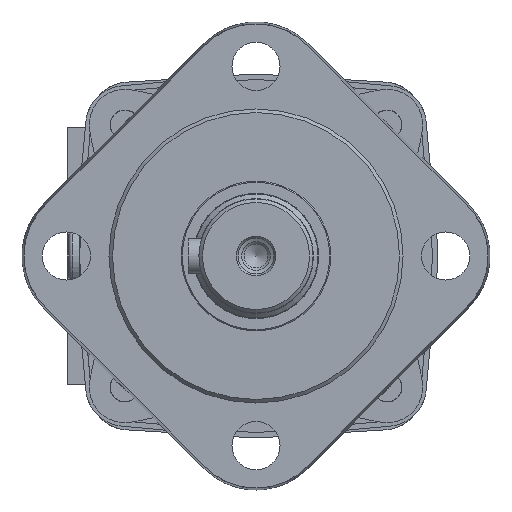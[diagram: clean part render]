
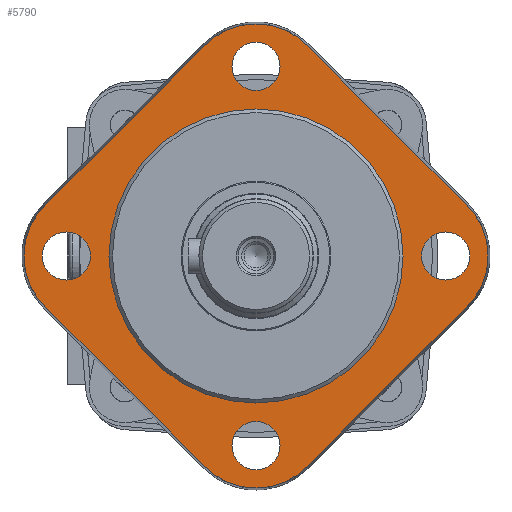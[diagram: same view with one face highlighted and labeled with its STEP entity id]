
A CAD part, left-side view. The second image highlights one B-rep face of the part: STEP entity #5790.
In plain terms, the highlighted planar face has unit normal (-1, 0, 0).
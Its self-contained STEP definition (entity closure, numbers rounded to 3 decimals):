
#303=PLANE('',#6616);
#385=FACE_BOUND('',#1084,.T.);
#386=FACE_BOUND('',#1085,.T.);
#387=FACE_BOUND('',#1086,.T.);
#388=FACE_BOUND('',#1087,.T.);
#389=FACE_BOUND('',#1088,.T.);
#705=FACE_OUTER_BOUND('',#1083,.T.);
#1083=EDGE_LOOP('',(#5039,#5040,#5041,#5042,#5043,#5044,#5045,#5046));
#1084=EDGE_LOOP('',(#5047));
#1085=EDGE_LOOP('',(#5048));
#1086=EDGE_LOOP('',(#5049));
#1087=EDGE_LOOP('',(#5050));
#1088=EDGE_LOOP('',(#5051));
#1510=LINE('',#10517,#1921);
#1511=LINE('',#10521,#1922);
#1512=LINE('',#10525,#1923);
#1513=LINE('',#10529,#1924);
#1921=VECTOR('',#8203,1000.);
#1922=VECTOR('',#8206,1000.);
#1923=VECTOR('',#8209,1000.);
#1924=VECTOR('',#8212,1000.);
#2257=CIRCLE('',#6617,20.11);
#2258=CIRCLE('',#6618,20.11);
#2259=CIRCLE('',#6619,20.11);
#2260=CIRCLE('',#6620,20.11);
#2261=CIRCLE('',#6621,6.75);
#2262=CIRCLE('',#6622,41.25);
#2263=CIRCLE('',#6623,6.75);
#2264=CIRCLE('',#6624,6.75);
#2265=CIRCLE('',#6625,6.75);
#2790=VERTEX_POINT('',#10515);
#2791=VERTEX_POINT('',#10516);
#2792=VERTEX_POINT('',#10518);
#2793=VERTEX_POINT('',#10520);
#2794=VERTEX_POINT('',#10522);
#2795=VERTEX_POINT('',#10524);
#2796=VERTEX_POINT('',#10526);
#2797=VERTEX_POINT('',#10528);
#2798=VERTEX_POINT('',#10531);
#2799=VERTEX_POINT('',#10533);
#2800=VERTEX_POINT('',#10535);
#2801=VERTEX_POINT('',#10537);
#2802=VERTEX_POINT('',#10539);
#3564=EDGE_CURVE('',#2790,#2791,#1510,.T.);
#3565=EDGE_CURVE('',#2792,#2790,#2257,.T.);
#3566=EDGE_CURVE('',#2793,#2792,#1511,.T.);
#3567=EDGE_CURVE('',#2794,#2793,#2258,.T.);
#3568=EDGE_CURVE('',#2794,#2795,#1512,.T.);
#3569=EDGE_CURVE('',#2796,#2795,#2259,.T.);
#3570=EDGE_CURVE('',#2796,#2797,#1513,.T.);
#3571=EDGE_CURVE('',#2791,#2797,#2260,.T.);
#3572=EDGE_CURVE('',#2798,#2798,#2261,.F.);
#3573=EDGE_CURVE('',#2799,#2799,#2262,.F.);
#3574=EDGE_CURVE('',#2800,#2800,#2263,.T.);
#3575=EDGE_CURVE('',#2801,#2801,#2264,.T.);
#3576=EDGE_CURVE('',#2802,#2802,#2265,.T.);
#5039=ORIENTED_EDGE('',*,*,#3564,.F.);
#5040=ORIENTED_EDGE('',*,*,#3565,.F.);
#5041=ORIENTED_EDGE('',*,*,#3566,.F.);
#5042=ORIENTED_EDGE('',*,*,#3567,.F.);
#5043=ORIENTED_EDGE('',*,*,#3568,.T.);
#5044=ORIENTED_EDGE('',*,*,#3569,.F.);
#5045=ORIENTED_EDGE('',*,*,#3570,.T.);
#5046=ORIENTED_EDGE('',*,*,#3571,.F.);
#5047=ORIENTED_EDGE('',*,*,#3572,.F.);
#5048=ORIENTED_EDGE('',*,*,#3573,.F.);
#5049=ORIENTED_EDGE('',*,*,#3574,.T.);
#5050=ORIENTED_EDGE('',*,*,#3575,.T.);
#5051=ORIENTED_EDGE('',*,*,#3576,.T.);
#5790=ADVANCED_FACE('',(#705,#385,#386,#387,#388,#389),#303,.F.);
#6616=AXIS2_PLACEMENT_3D('',#10514,#8201,#8202);
#6617=AXIS2_PLACEMENT_3D('',#10519,#8204,#8205);
#6618=AXIS2_PLACEMENT_3D('',#10523,#8207,#8208);
#6619=AXIS2_PLACEMENT_3D('',#10527,#8210,#8211);
#6620=AXIS2_PLACEMENT_3D('',#10530,#8213,#8214);
#6621=AXIS2_PLACEMENT_3D('',#10532,#8215,#8216);
#6622=AXIS2_PLACEMENT_3D('',#10534,#8217,#8218);
#6623=AXIS2_PLACEMENT_3D('',#10536,#8219,#8220);
#6624=AXIS2_PLACEMENT_3D('',#10538,#8221,#8222);
#6625=AXIS2_PLACEMENT_3D('',#10540,#8223,#8224);
#8201=DIRECTION('center_axis',(1.,0.,0.));
#8202=DIRECTION('ref_axis',(0.,0.,-1.));
#8203=DIRECTION('',(0.,0.707,0.707));
#8204=DIRECTION('center_axis',(1.,0.,0.));
#8205=DIRECTION('ref_axis',(0.,0.,-1.));
#8206=DIRECTION('',(0.,0.707,-0.707));
#8207=DIRECTION('center_axis',(1.,0.,0.));
#8208=DIRECTION('ref_axis',(0.,0.,-1.));
#8209=DIRECTION('',(0.,0.707,0.707));
#8210=DIRECTION('center_axis',(1.,0.,0.));
#8211=DIRECTION('ref_axis',(0.,0.,-1.));
#8212=DIRECTION('',(0.,0.707,-0.707));
#8213=DIRECTION('center_axis',(1.,0.,0.));
#8214=DIRECTION('ref_axis',(0.,0.,-1.));
#8215=DIRECTION('center_axis',(1.,0.,0.));
#8216=DIRECTION('ref_axis',(0.,0.,-1.));
#8217=DIRECTION('center_axis',(1.,0.,0.));
#8218=DIRECTION('ref_axis',(0.,0.,-1.));
#8219=DIRECTION('center_axis',(1.,0.,0.));
#8220=DIRECTION('ref_axis',(0.,0.,-1.));
#8221=DIRECTION('center_axis',(1.,0.,0.));
#8222=DIRECTION('ref_axis',(0.,0.,-1.));
#8223=DIRECTION('center_axis',(1.,0.,0.));
#8224=DIRECTION('ref_axis',(0.,0.,-1.));
#10514=CARTESIAN_POINT('Origin',(0.,14.22,
59.22));
#10515=CARTESIAN_POINT('',(0.,14.22,-59.22));
#10516=CARTESIAN_POINT('',(0.,59.22,-14.22));
#10517=CARTESIAN_POINT('',(0.,14.22,-59.22));
#10518=CARTESIAN_POINT('',(0.,-14.22,-59.22));
#10519=CARTESIAN_POINT('Origin',(0.,0.,-45.));
#10520=CARTESIAN_POINT('',(0.,-59.22,-14.22));
#10521=CARTESIAN_POINT('',(0.,-59.22,-14.22));
#10522=CARTESIAN_POINT('',(0.,-59.22,14.22));
#10523=CARTESIAN_POINT('Origin',(0.,-45.,0.));
#10524=CARTESIAN_POINT('',(0.,-14.22,59.22));
#10525=CARTESIAN_POINT('',(0.,-59.22,14.22));
#10526=CARTESIAN_POINT('',(0.,14.22,59.22));
#10527=CARTESIAN_POINT('Origin',(0.,0.,45.));
#10528=CARTESIAN_POINT('',(0.,59.22,14.22));
#10529=CARTESIAN_POINT('',(0.,14.22,59.22));
#10530=CARTESIAN_POINT('Origin',(0.,45.,0.));
#10531=CARTESIAN_POINT('',(0.,53.2,6.75));
#10532=CARTESIAN_POINT('Origin',(0.,53.2,0.));
#10533=CARTESIAN_POINT('',(0.,0.,41.25));
#10534=CARTESIAN_POINT('Origin',(0.,0.,0.));
#10535=CARTESIAN_POINT('',(0.,0.,
59.95));
#10536=CARTESIAN_POINT('Origin',(0.,0.,53.2));
#10537=CARTESIAN_POINT('',(0.,-53.2,6.75));
#10538=CARTESIAN_POINT('Origin',(0.,-53.2,0.));
#10539=CARTESIAN_POINT('',(0.,0.,
-46.45));
#10540=CARTESIAN_POINT('Origin',(0.,0.,-53.2));
